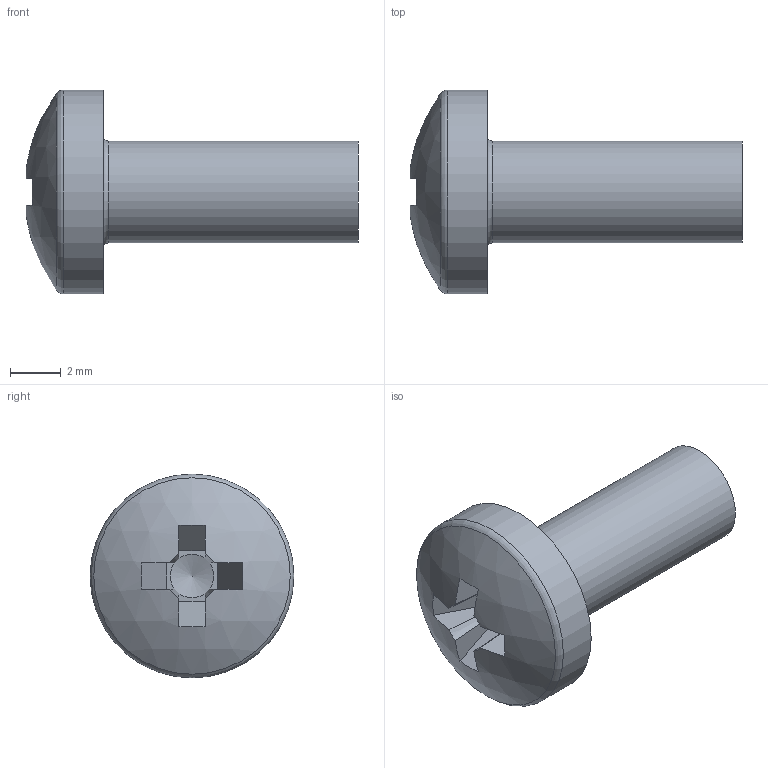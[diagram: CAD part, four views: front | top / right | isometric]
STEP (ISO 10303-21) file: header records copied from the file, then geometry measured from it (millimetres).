
FILE_DESCRIPTION (( 'STEP AP214' ), '1' );
FILE_NAME ('ISO 7045 - M4 x 10 - Z - 10N.STEP', '2025-04-02T16:42:53', ( '' ), ( '' ), 'SwSTEP 2.0', 'SolidWorks 2025', '' );
FILE_SCHEMA (( 'AUTOMOTIVE_DESIGN' ));
Length unit declared in the file: millimetre
Products named in the file (1): ISO 7045 - M4 x 10 - Z - 10N_ISO 7045 - M4 x 10 - Z - 10N
Bounding box: 13.02 x 8 x 8 mm (x, y, z)
Volume: 236 mm3; surface area: 294.9 mm2
Topology: 1 solids, 1 shells, 28 faces, 64 edges, 39 vertices
Faces by surface type: plane 18, cone 5, cylinder 2, torus 2, sphere 1
Full cylindrical faces by diameter (mm): 4 x1, 8 x1
Entity records: 787 total; most frequent: CARTESIAN_POINT 149, DIRECTION 138, ORIENTED_EDGE 116, AXIS2_PLACEMENT_3D 59, EDGE_CURVE 58, VERTEX_POINT 38, EDGE_LOOP 34, FACE_OUTER_BOUND 33
